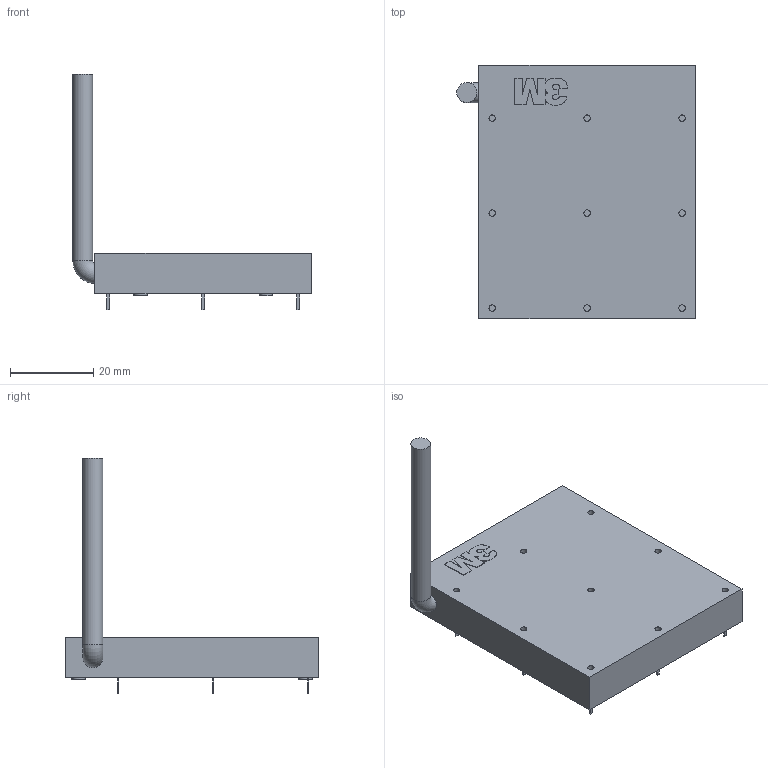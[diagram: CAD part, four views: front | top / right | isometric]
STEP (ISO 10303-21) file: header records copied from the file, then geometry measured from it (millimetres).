
FILE_DESCRIPTION(/* description */ (''),/* implementation_level */ '2;1');
FILE_NAME(/* name */ '200-6319-9UA-1902.stp',/* time_stamp */ '2018-02-16T15:03:01-06:00',/* author */ (''),/* organization */ (''),/* preprocessor_version */ 'ST-DEVELOPER v16',/* originating_system */ 'SIEMENS PLM Software NX 11.0',/* authorisation */ '');
FILE_SCHEMA (('AUTOMOTIVE_DESIGN { 1 0 10303 214 3 1 1 1 }'));
Length unit declared in the file: inch
Products named in the file (1): us293164C6339bf9
Bounding box: 57.4 x 60.96 x 56.64 mm (x, y, z)
Volume: 31324.6 mm3; surface area: 10883.4 mm2
Topology: 2 solids, 2 shells, 111 faces, 248 edges, 167 vertices
Faces by surface type: plane 88, cylinder 18, extrusion 4, torus 1
Full cylindrical faces by diameter (mm): 1.524 x9, 3.175 x4, 4.775 x3
Entity records: 3176 total; most frequent: CARTESIAN_POINT 691, DIRECTION 475, ORIENTED_EDGE 460, EDGE_CURVE 230, VECTOR 187, LINE 183, VERTEX_POINT 164, EDGE_LOOP 154
